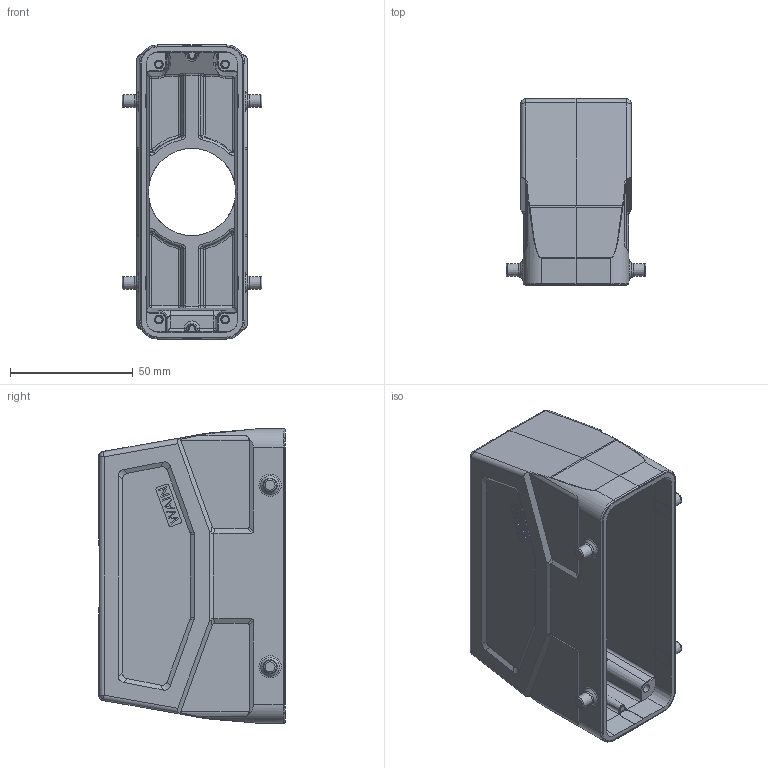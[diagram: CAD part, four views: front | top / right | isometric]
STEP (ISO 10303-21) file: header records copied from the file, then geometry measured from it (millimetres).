
FILE_DESCRIPTION(/* description */ (''),/* implementation_level */ '2;1');
FILE_NAME(/* name */ 'prt0025_stp.stp',/* time_stamp */ '2023-11-30T16:09:52+08:00',/* author */ (''),/* organization */ (''),/* preprocessor_version */ 'ST-DEVELOPER v18.1',/* originating_system */ 'SIEMENS PLM Software NX 1980',/* authorisation */ '');
FILE_SCHEMA (('AUTOMOTIVE_DESIGN { 1 0 10303 214 3 1 1 1 }'));
Length unit declared in the file: millimetre
Products named in the file (1): prt0025_stp
Bounding box: 57 x 76 x 120 mm (x, y, z)
Volume: 97288.1 mm3; surface area: 52295 mm2
Topology: 1 solids, 1 shells, 526 faces, 1305 edges, 799 vertices
Faces by surface type: plane 229, cylinder 160, bspline 58, torus 32, sphere 23, cone 22, extrusion 2
Full cylindrical faces by diameter (mm): 2.7 x4, 3.5 x4, 35.5 x1
Entity records: 17017 total; most frequent: CARTESIAN_POINT 4810, DIRECTION 2547, ORIENTED_EDGE 2520, EDGE_CURVE 1260, AXIS2_PLACEMENT_3D 925, VERTEX_POINT 792, VECTOR 697, LINE 695
